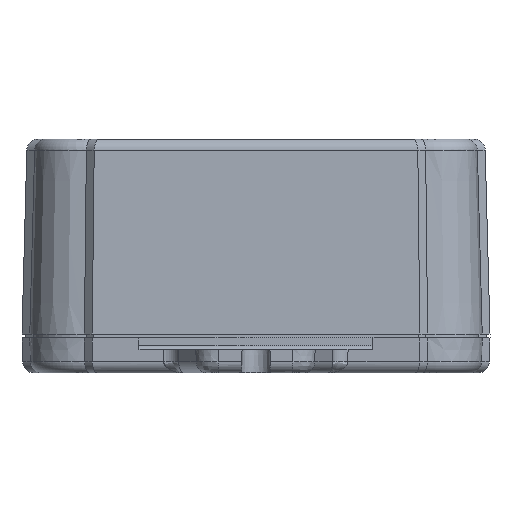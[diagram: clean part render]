
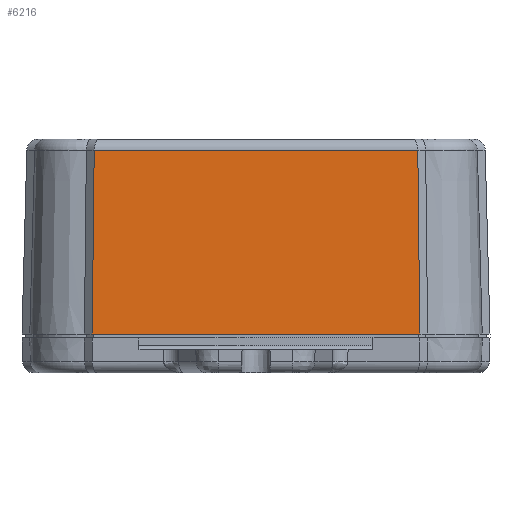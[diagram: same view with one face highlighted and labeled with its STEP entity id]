
A CAD part, left-side view. The second image highlights one B-rep face of the part: STEP entity #6216.
In plain terms, the highlighted planar face has unit normal (-1, 0, 0.026).
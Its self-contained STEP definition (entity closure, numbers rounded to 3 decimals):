
#504=FACE_OUTER_BOUND('',#888,.T.);
#888=EDGE_LOOP('',(#4309,#4310,#4311,#4312));
#1621=LINE('',#9611,#2111);
#1638=LINE('',#9699,#2128);
#1639=LINE('',#9702,#2129);
#1640=LINE('',#9703,#2130);
#2111=VECTOR('',#7555,42.);
#2128=VECTOR('',#7602,23.549);
#2129=VECTOR('',#7605,41.489);
#2130=VECTOR('',#7606,23.549);
#2573=VERTEX_POINT('',#9429);
#2625=VERTEX_POINT('',#9608);
#2626=VERTEX_POINT('',#9610);
#2641=VERTEX_POINT('',#9701);
#3268=EDGE_CURVE('',#2626,#2625,#1621,.T.);
#3295=EDGE_CURVE('',#2573,#2625,#1638,.T.);
#3296=EDGE_CURVE('',#2573,#2641,#1639,.F.);
#3297=EDGE_CURVE('',#2641,#2626,#1640,.T.);
#4309=ORIENTED_EDGE('',*,*,#3295,.F.);
#4310=ORIENTED_EDGE('',*,*,#3296,.T.);
#4311=ORIENTED_EDGE('',*,*,#3297,.T.);
#4312=ORIENTED_EDGE('',*,*,#3268,.T.);
#6027=PLANE('',#6702);
#6216=ADVANCED_FACE('',(#504),#6027,.T.);
#6702=AXIS2_PLACEMENT_3D('',#9700,#7603,#7604);
#7555=DIRECTION('',(0.,-1.,0.));
#7602=DIRECTION('',(-0.026,-0.011,-1.));
#7603=DIRECTION('center_axis',(-1.,0.,0.026));
#7604=DIRECTION('ref_axis',(0.026,0.,1.));
#7605=DIRECTION('',(0.,-1.,0.));
#7606=DIRECTION('',(-0.026,0.011,-1.));
#9429=CARTESIAN_POINT('',(-39.384,-20.745,23.539));
#9608=CARTESIAN_POINT('',(-40.,-21.,0.));
#9610=CARTESIAN_POINT('',(-40.,21.,0.));
#9611=CARTESIAN_POINT('',(-40.,21.,0.));
#9699=CARTESIAN_POINT('',(-39.384,-20.745,23.539));
#9700=CARTESIAN_POINT('Origin',(-40.,21.,0.));
#9701=CARTESIAN_POINT('',(-39.384,20.745,23.539));
#9702=CARTESIAN_POINT('',(-39.384,20.745,23.539));
#9703=CARTESIAN_POINT('',(-39.384,20.745,23.539));
